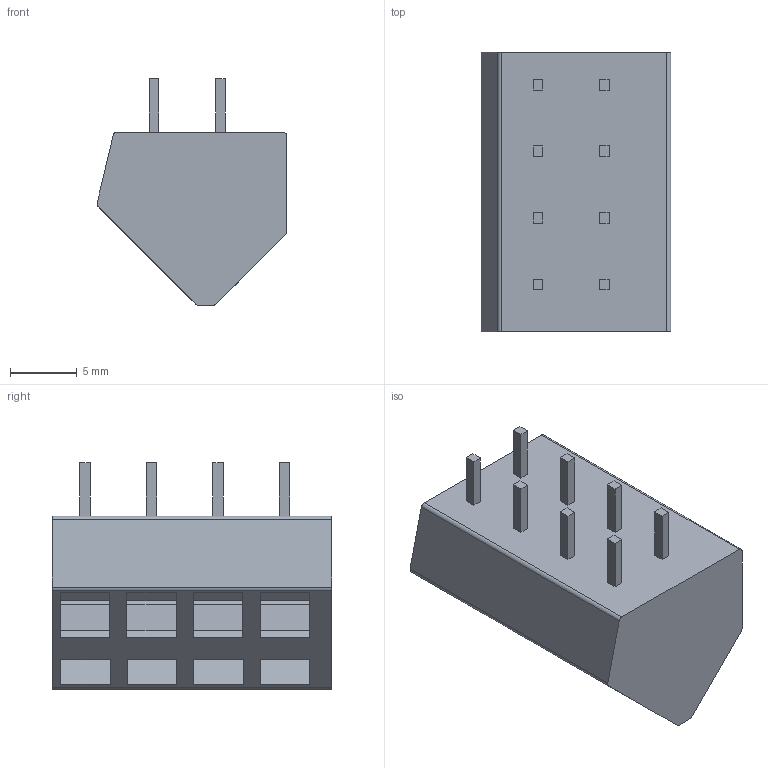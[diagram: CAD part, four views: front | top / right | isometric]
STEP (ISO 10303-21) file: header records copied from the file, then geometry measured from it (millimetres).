
FILE_DESCRIPTION((''),'2;1');
FILE_NAME('PRT0001','2024-09-29T16:55:01',('tluser'),(''),'CREO PARAMETRIC BY PTC INC, 2018100','CREO PARAMETRIC BY PTC INC, 2018100','');
FILE_SCHEMA(('CONFIG_CONTROL_DESIGN'));
Length unit declared in the file: millimetre
Products named in the file (1): PRT0001
Bounding box: 14.27 x 21 x 17 mm (x, y, z)
Volume: 2638.9 mm3; surface area: 1688.9 mm2
Topology: 1 solids, 1 shells, 138 faces, 332 edges, 216 vertices
Faces by surface type: plane 132, cylinder 6
Entity records: 3958 total; most frequent: CARTESIAN_POINT 686, ORIENTED_EDGE 664, DIRECTION 620, EDGE_CURVE 332, VECTOR 320, LINE 320, VERTEX_POINT 216, EDGE_LOOP 158
